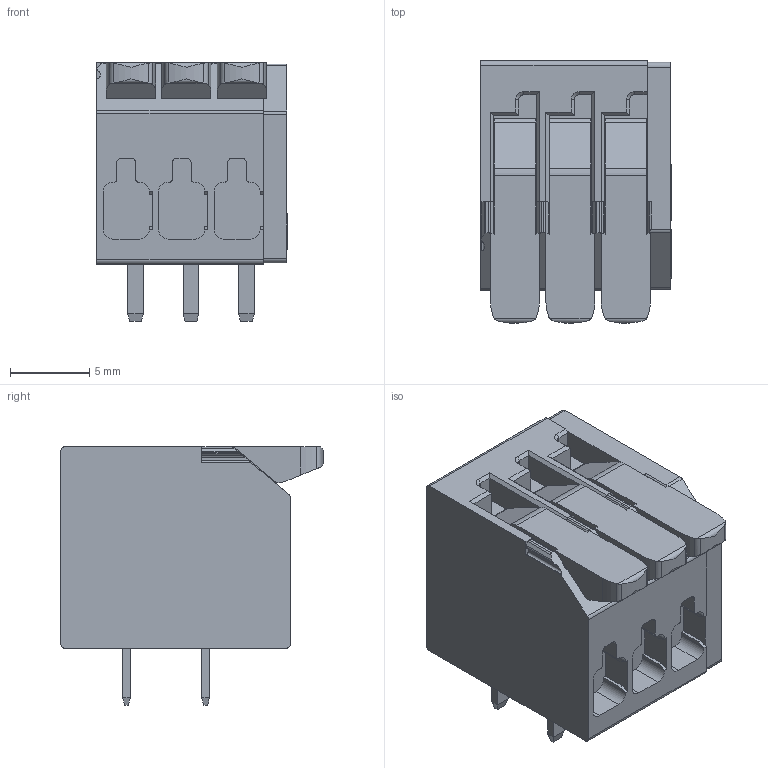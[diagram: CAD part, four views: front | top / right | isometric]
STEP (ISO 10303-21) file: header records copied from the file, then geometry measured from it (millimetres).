
FILE_DESCRIPTION (( 'STEP AP214' ), '1' );
FILE_NAME ('CONN-TH_6P-P3.50_2601-1103.STEP', '2023-10-26T07:12:19', ( 'PC' ), ( 'Microsoft' ), 'SwSTEP 2.0', 'SolidWorks 2020', '' );
FILE_SCHEMA (( 'AUTOMOTIVE_DESIGN' ));
Length unit declared in the file: millimetre
Products named in the file (1): CONN-TH_6P-P3.50_2601-1103
Bounding box: 12.01 x 16.58 x 16.35 mm (x, y, z)
Volume: 1973.4 mm3; surface area: 1723 mm2
Topology: 1 solids, 1 shells, 693 faces, 1909 edges, 1256 vertices
Faces by surface type: plane 409, cylinder 183, bspline 98, cone 3
Entity records: 30106 total; most frequent: CARTESIAN_POINT 5378, ORIENTED_EDGE 3818, DIRECTION 3139, EDGE_CURVE 1909, VECTOR 1329, LINE 1329, VERTEX_POINT 1256, AXIS2_PLACEMENT_3D 905
